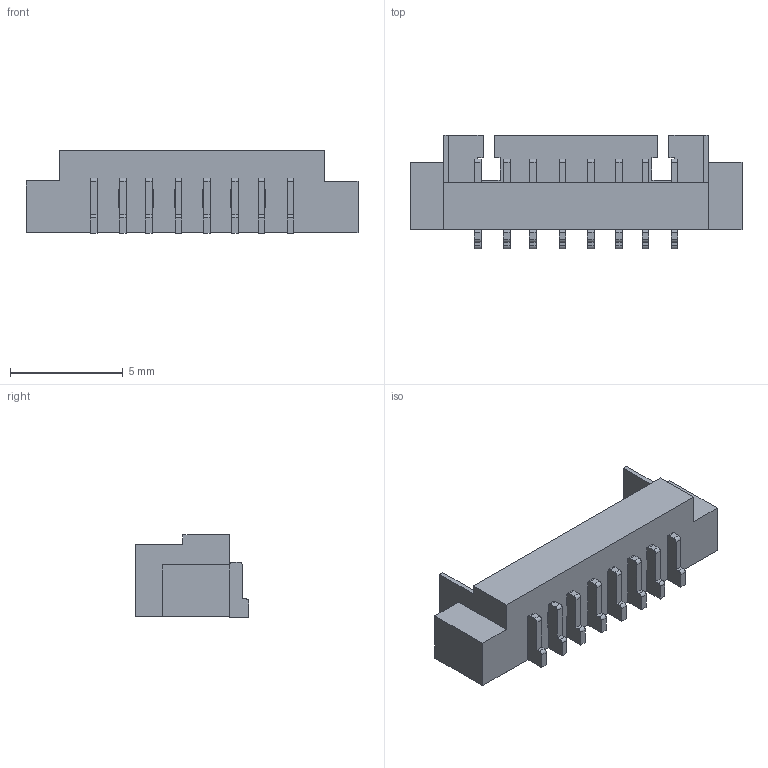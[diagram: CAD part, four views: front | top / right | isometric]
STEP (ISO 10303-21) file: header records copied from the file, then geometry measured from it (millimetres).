
FILE_DESCRIPTION (( 'STEP AP214' ), '1' );
FILE_NAME ('User Library-WT8p1.25-1.STEP', '2022-07-20T05:38:13', ( '' ), ( '' ), 'SwSTEP 2.0', 'SolidWorks 2022', '' );
FILE_SCHEMA (( 'AUTOMOTIVE_DESIGN' ));
Length unit declared in the file: millimetre
Products named in the file (3): User Library-WT8p1.25-1; _X2_53678D34_X0_8p1.25_1; _X2_53678D34_X0_8p1.25_X2_63D29488_X0_
Assembly tree (9 placements, depth 2):
  User Library-WT8p1.25-1
    _X2_53678D34_X0_8p1.25_1
    _X2_53678D34_X0_8p1.25_X2_63D29488_X0_  x8
Bounding box: 14.75 x 5.05 x 3.66 mm (x, y, z)
Volume: 88.9 mm3; surface area: 385.4 mm2
Topology: 9 solids, 9 shells, 205 faces, 561 edges, 374 vertices
Faces by surface type: plane 165, cylinder 40
Entity records: 3904 total; most frequent: CARTESIAN_POINT 508, ORIENTED_EDGE 492, DIRECTION 452, EDGE_CURVE 246, LINE 236, VECTOR 236, VERTEX_POINT 164, AXIS2_PLACEMENT_3D 108
